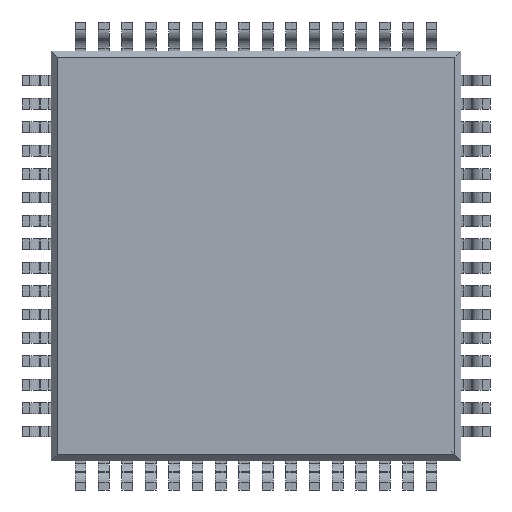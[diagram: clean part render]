
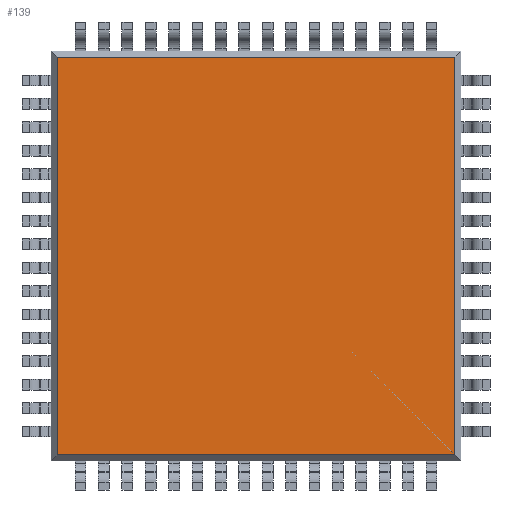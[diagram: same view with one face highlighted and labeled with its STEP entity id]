
A CAD part, front view. The second image highlights one B-rep face of the part: STEP entity #139.
In plain terms, the highlighted planar face has unit normal (0, -1, 0).
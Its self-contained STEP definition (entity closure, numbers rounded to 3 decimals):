
#93 = LINE ( 'NONE', #5881, #7678 ) ;
#139 = ADVANCED_FACE ( 'NONE', ( #13342 ), #2888, .F. ) ;
#614 = ORIENTED_EDGE ( 'NONE', *, *, #2571, .T. ) ;
#1548 = LINE ( 'NONE', #20394, #17995 ) ;
#2349 = VERTEX_POINT ( 'NONE', #15115 ) ;
#2394 = LINE ( 'NONE', #4446, #7875 ) ;
#2571 = EDGE_CURVE ( 'NONE', #12100, #25217, #93, .T. ) ;
#2888 = PLANE ( 'NONE',  #3583 ) ;
#3583 = AXIS2_PLACEMENT_3D ( 'NONE', #3693, #26396, #10160 ) ;
#3693 = CARTESIAN_POINT ( 'NONE',  ( 0., 0., 0. ) ) ;
#4446 = CARTESIAN_POINT ( 'NONE',  ( 0., 0., -6.8 ) ) ;
#5292 = VECTOR ( 'NONE', #14638, 1000. ) ;
#5413 = CARTESIAN_POINT ( 'NONE',  ( -6.8, 0., -6.8 ) ) ;
#5881 = CARTESIAN_POINT ( 'NONE',  ( -6.8, 0., 0. ) ) ;
#6251 = CARTESIAN_POINT ( 'NONE',  ( 0., 0., 6.8 ) ) ;
#7649 = ORIENTED_EDGE ( 'NONE', *, *, #13587, .T. ) ;
#7678 = VECTOR ( 'NONE', #12489, 1000. ) ;
#7875 = VECTOR ( 'NONE', #12850, 1000. ) ;
#8233 = EDGE_CURVE ( 'NONE', #2349, #14585, #1548, .T. ) ;
#10160 = DIRECTION ( 'NONE',  ( 0., 0., 1. ) ) ;
#11285 = CARTESIAN_POINT ( 'NONE',  ( -6.8, 0., 6.8 ) ) ;
#11596 = EDGE_CURVE ( 'NONE', #25217, #2349, #2394, .T. ) ;
#12100 = VERTEX_POINT ( 'NONE', #11285 ) ;
#12314 = LINE ( 'NONE', #6251, #5292 ) ;
#12489 = DIRECTION ( 'NONE',  ( 0., 0., -1. ) ) ;
#12850 = DIRECTION ( 'NONE',  ( 1., 0., 0. ) ) ;
#13273 = EDGE_LOOP ( 'NONE', ( #19021, #7649, #614, #18735 ) ) ;
#13342 = FACE_OUTER_BOUND ( 'NONE', #13273, .T. ) ;
#13551 = DIRECTION ( 'NONE',  ( 0., 0., 1. ) ) ;
#13587 = EDGE_CURVE ( 'NONE', #14585, #12100, #12314, .T. ) ;
#14585 = VERTEX_POINT ( 'NONE', #25641 ) ;
#14638 = DIRECTION ( 'NONE',  ( -1., 0., 0. ) ) ;
#15115 = CARTESIAN_POINT ( 'NONE',  ( 6.8, 0., -6.8 ) ) ;
#17995 = VECTOR ( 'NONE', #13551, 1000. ) ;
#18735 = ORIENTED_EDGE ( 'NONE', *, *, #11596, .T. ) ;
#19021 = ORIENTED_EDGE ( 'NONE', *, *, #8233, .T. ) ;
#20394 = CARTESIAN_POINT ( 'NONE',  ( 6.8, 0., 0. ) ) ;
#25217 = VERTEX_POINT ( 'NONE', #5413 ) ;
#25641 = CARTESIAN_POINT ( 'NONE',  ( 6.8, 0., 6.8 ) ) ;
#26396 = DIRECTION ( 'NONE',  ( 0., 1., 0. ) ) ;
